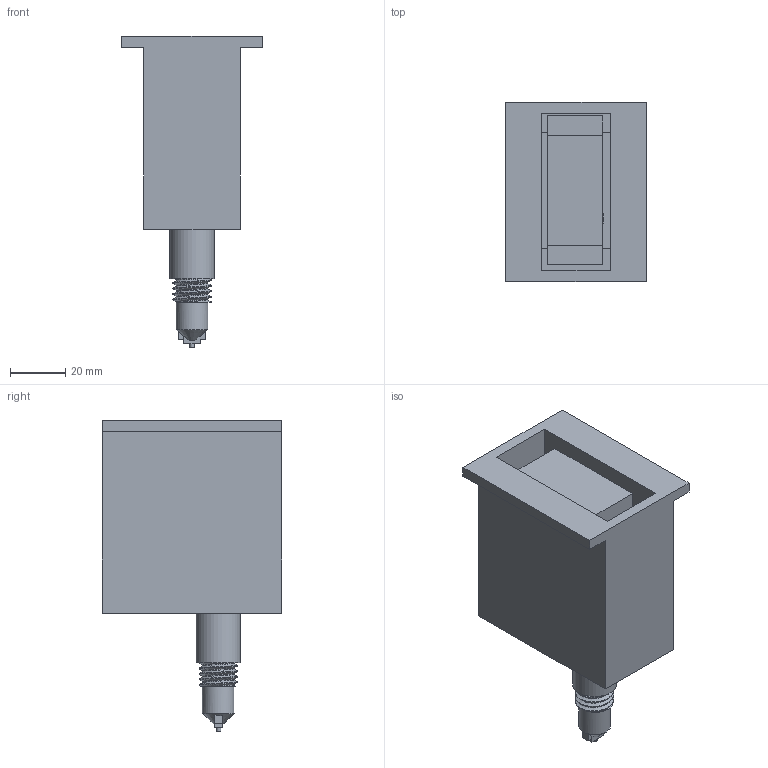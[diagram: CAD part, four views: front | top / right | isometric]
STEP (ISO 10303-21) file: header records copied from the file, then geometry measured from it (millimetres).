
FILE_DESCRIPTION(/* description */ (''),/* implementation_level */ '2;1');
FILE_NAME(/* name */ 'Assembly v2.step',/* time_stamp */ '2022-09-02T23:09:23+10:00',/* author */ (''),/* organization */ (''),/* preprocessor_version */ 'ST-DEVELOPER v19',/* originating_system */ 'Autodesk Translation Framework v11.7.0.108',/* authorisation */ '');
FILE_SCHEMA (('AUTOMOTIVE_DESIGN { 1 0 10303 214 3 1 1 }'));
Length unit declared in the file: millimetre
Products named in the file (6): Assembly; Case; Servo crank; Driveshaft2; Drill end; Servo
Assembly tree (5 placements, depth 3):
  Assembly
    Case
    Servo crank
    Driveshaft2
      Drill end
    Servo
Bounding box: 51 x 65 x 112.96 mm (x, y, z)
Volume: 106420.8 mm3; surface area: 47022.8 mm2
Topology: 7 solids, 7 shells, 152 faces, 386 edges, 255 vertices
Faces by surface type: plane 71, cylinder 71, bspline 4, torus 4, cone 2
Full cylindrical faces by diameter (mm): 1.6 x1, 3.4 x2, 8 x1, 11.524 x1, 11.534 x14, 12.422 x9, 13.822 x14, 14 x1, 14.65 x9, 16 x1, 20 x2
Entity records: 10777 total; most frequent: CARTESIAN_POINT 7146, ORIENTED_EDGE 772, DIRECTION 624, EDGE_CURVE 386, VERTEX_POINT 255, LINE 212, VECTOR 212, AXIS2_PLACEMENT_3D 206
